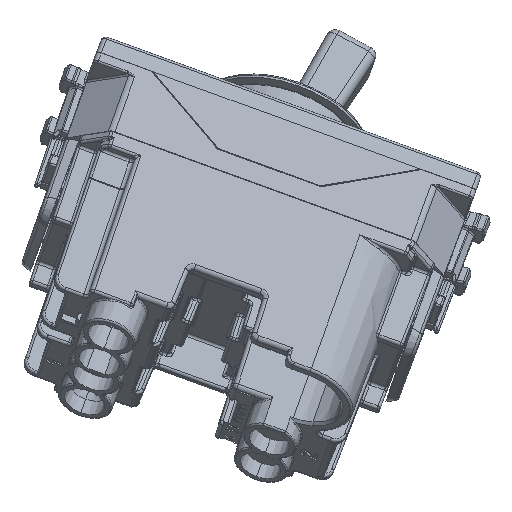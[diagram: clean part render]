
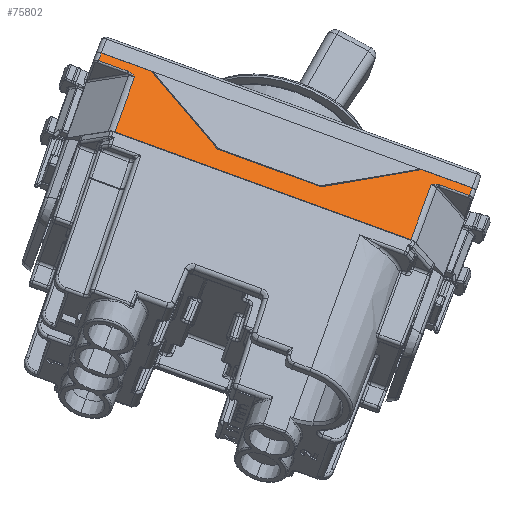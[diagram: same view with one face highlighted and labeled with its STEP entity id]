
A CAD part, left-side view. The second image highlights one B-rep face of the part: STEP entity #75802.
In plain terms, the highlighted face is planar.
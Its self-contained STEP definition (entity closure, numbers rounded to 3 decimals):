
#69122=CARTESIAN_POINT('Vertex',(-11.117,6.15,2.575)) ;
#69125=CARTESIAN_POINT('Line Origine',(-11.117,0.,2.575)) ;
#69129=CARTESIAN_POINT('Vertex',(-11.117,-6.15,2.575)) ;
#75644=CARTESIAN_POINT('Vertex',(-11.175,16.,9.275)) ;
#75647=CARTESIAN_POINT('Line Origine',(-11.146,11.075,5.925)) ;
#75664=CARTESIAN_POINT('Axis2P3D Location',(-11.175,20.95,9.275)) ;
#75670=CARTESIAN_POINT('Control Point',(-11.162,-17.545,7.802)) ;
#75671=CARTESIAN_POINT('Control Point',(-11.163,-17.678,7.896)) ;
#75672=CARTESIAN_POINT('Control Point',(-11.164,-17.812,7.99)) ;
#75673=CARTESIAN_POINT('Control Point',(-11.165,-17.954,8.077)) ;
#75674=CARTESIAN_POINT('Control Point',(-11.165,-18.131,8.168)) ;
#75675=CARTESIAN_POINT('Control Point',(-11.166,-18.348,8.193)) ;
#75676=CARTESIAN_POINT('Vertex',(-11.166,-18.348,8.193)) ;
#75678=CARTESIAN_POINT('Vertex',(-11.162,-17.545,7.802)) ;
#75682=CARTESIAN_POINT('Control Point',(-11.166,-18.348,8.193)) ;
#75683=CARTESIAN_POINT('Control Point',(-11.166,-18.378,8.197)) ;
#75684=CARTESIAN_POINT('Control Point',(-11.166,-18.408,8.198)) ;
#75685=CARTESIAN_POINT('Control Point',(-11.166,-18.439,8.198)) ;
#75686=CARTESIAN_POINT('Vertex',(-11.166,-18.439,8.198)) ;
#75689=CARTESIAN_POINT('Line Origine',(-11.166,0.,8.198)) ;
#75693=CARTESIAN_POINT('Vertex',(-11.166,-21.941,8.198)) ;
#75697=CARTESIAN_POINT('Control Point',(-11.166,-21.941,8.198)) ;
#75698=CARTESIAN_POINT('Control Point',(-11.175,-21.95,9.275)) ;
#75699=CARTESIAN_POINT('Vertex',(-11.175,-21.95,9.275)) ;
#75702=CARTESIAN_POINT('Line Origine',(-11.175,0.,9.275)) ;
#75706=CARTESIAN_POINT('Vertex',(-11.175,-20.95,9.275)) ;
#75709=CARTESIAN_POINT('Line Origine',(-11.175,0.,9.275)) ;
#75713=CARTESIAN_POINT('Vertex',(-11.175,-16.,9.275)) ;
#75717=CARTESIAN_POINT('Control Point',(-11.175,-16.,9.275)) ;
#75718=CARTESIAN_POINT('Control Point',(-11.117,-6.15,2.575)) ;
#75720=CARTESIAN_POINT('Line Origine',(-11.175,0.,9.275)) ;
#75724=CARTESIAN_POINT('Vertex',(-11.175,20.95,9.275)) ;
#75727=CARTESIAN_POINT('Line Origine',(-11.175,0.,9.275)) ;
#75731=CARTESIAN_POINT('Vertex',(-11.175,21.95,9.275)) ;
#75735=CARTESIAN_POINT('Control Point',(-11.166,21.941,8.198)) ;
#75736=CARTESIAN_POINT('Control Point',(-11.175,21.95,9.275)) ;
#75737=CARTESIAN_POINT('Vertex',(-11.166,21.941,8.198)) ;
#75740=CARTESIAN_POINT('Line Origine',(-11.166,0.,8.198)) ;
#75744=CARTESIAN_POINT('Vertex',(-11.166,18.439,8.198)) ;
#75748=CARTESIAN_POINT('Control Point',(-11.166,18.439,8.198)) ;
#75749=CARTESIAN_POINT('Control Point',(-11.166,18.408,8.198)) ;
#75750=CARTESIAN_POINT('Control Point',(-11.166,18.378,8.197)) ;
#75751=CARTESIAN_POINT('Control Point',(-11.166,18.348,8.193)) ;
#75752=CARTESIAN_POINT('Vertex',(-11.166,18.348,8.193)) ;
#75756=CARTESIAN_POINT('Control Point',(-11.166,18.348,8.193)) ;
#75757=CARTESIAN_POINT('Control Point',(-11.165,18.131,8.168)) ;
#75758=CARTESIAN_POINT('Control Point',(-11.165,17.954,8.077)) ;
#75759=CARTESIAN_POINT('Control Point',(-11.164,17.812,7.99)) ;
#75760=CARTESIAN_POINT('Control Point',(-11.163,17.678,7.896)) ;
#75761=CARTESIAN_POINT('Control Point',(-11.162,17.545,7.802)) ;
#75762=CARTESIAN_POINT('Vertex',(-11.162,17.545,7.802)) ;
#75766=CARTESIAN_POINT('Control Point',(-11.094,17.517,0.)) ;
#75767=CARTESIAN_POINT('Control Point',(-11.162,17.545,7.802)) ;
#75768=CARTESIAN_POINT('Vertex',(-11.094,17.517,0.)) ;
#75771=CARTESIAN_POINT('Line Origine',(-11.094,0.,0.)) ;
#75775=CARTESIAN_POINT('Vertex',(-11.094,-17.517,0.)) ;
#75779=CARTESIAN_POINT('Control Point',(-11.094,-17.517,0.)) ;
#75780=CARTESIAN_POINT('Control Point',(-11.162,-17.545,7.802)) ;
#69126=DIRECTION('Vector Direction',(0.,-1.,0.)) ;
#75648=DIRECTION('Vector Direction',(0.005,-0.827,-0.562)) ;
#75665=DIRECTION('Axis2P3D Direction',(1.,-0.,0.009)) ;
#75666=DIRECTION('Axis2P3D XDirection',(0.,1.,0.)) ;
#75690=DIRECTION('Vector Direction',(0.,1.,0.)) ;
#75703=DIRECTION('Vector Direction',(0.,1.,0.)) ;
#75710=DIRECTION('Vector Direction',(0.,1.,0.)) ;
#75721=DIRECTION('Vector Direction',(0.,1.,0.)) ;
#75728=DIRECTION('Vector Direction',(0.,1.,0.)) ;
#75741=DIRECTION('Vector Direction',(0.,1.,0.)) ;
#75772=DIRECTION('Vector Direction',(0.,1.,0.)) ;
#75667=AXIS2_PLACEMENT_3D('Plane Axis2P3D',#75664,#75665,#75666) ;
#75783=ORIENTED_EDGE('',*,*,#75680,.F.) ;
#75784=ORIENTED_EDGE('',*,*,#75688,.F.) ;
#75785=ORIENTED_EDGE('',*,*,#75695,.F.) ;
#75786=ORIENTED_EDGE('',*,*,#75701,.F.) ;
#75787=ORIENTED_EDGE('',*,*,#75708,.F.) ;
#75788=ORIENTED_EDGE('',*,*,#75715,.F.) ;
#75789=ORIENTED_EDGE('',*,*,#75719,.F.) ;
#75790=ORIENTED_EDGE('',*,*,#69131,.F.) ;
#75791=ORIENTED_EDGE('',*,*,#75651,.F.) ;
#75792=ORIENTED_EDGE('',*,*,#75726,.F.) ;
#75793=ORIENTED_EDGE('',*,*,#75733,.F.) ;
#75794=ORIENTED_EDGE('',*,*,#75739,.F.) ;
#75795=ORIENTED_EDGE('',*,*,#75746,.F.) ;
#75796=ORIENTED_EDGE('',*,*,#75754,.F.) ;
#75797=ORIENTED_EDGE('',*,*,#75764,.F.) ;
#75798=ORIENTED_EDGE('',*,*,#75770,.F.) ;
#75799=ORIENTED_EDGE('',*,*,#75777,.F.) ;
#75800=ORIENTED_EDGE('',*,*,#75781,.F.) ;
#69127=VECTOR('Line Direction',#69126,1.) ;
#75649=VECTOR('Line Direction',#75648,1.) ;
#75691=VECTOR('Line Direction',#75690,1.) ;
#75704=VECTOR('Line Direction',#75703,1.) ;
#75711=VECTOR('Line Direction',#75710,1.) ;
#75722=VECTOR('Line Direction',#75721,1.) ;
#75729=VECTOR('Line Direction',#75728,1.) ;
#75742=VECTOR('Line Direction',#75741,1.) ;
#75773=VECTOR('Line Direction',#75772,1.) ;
#75802=ADVANCED_FACE('PartBody',(#75801),#75668,.F.) ;
#75669=B_SPLINE_CURVE_WITH_KNOTS('',5,(#75670,#75671,#75672,#75673,#75674,#75675),.UNSPECIFIED.,.F.,.U.,(6,6),(0.,1.538),.UNSPECIFIED.) ;
#75681=B_SPLINE_CURVE_WITH_KNOTS('',3,(#75682,#75683,#75684,#75685),.UNSPECIFIED.,.F.,.U.,(4,4),(2.274,2.389),.UNSPECIFIED.) ;
#75696=B_SPLINE_CURVE_WITH_KNOTS('',1,(#75697,#75698),.UNSPECIFIED.,.F.,.U.,(2,2),(8.466,9.543),.UNSPECIFIED.) ;
#75716=B_SPLINE_CURVE_WITH_KNOTS('',1,(#75717,#75718),.UNSPECIFIED.,.F.,.U.,(2,2),(-5.956,5.956),.UNSPECIFIED.) ;
#75734=B_SPLINE_CURVE_WITH_KNOTS('',1,(#75735,#75736),.UNSPECIFIED.,.F.,.U.,(2,2),(8.466,9.543),.UNSPECIFIED.) ;
#75747=B_SPLINE_CURVE_WITH_KNOTS('',3,(#75748,#75749,#75750,#75751),.UNSPECIFIED.,.F.,.U.,(4,4),(1.332,1.447),.UNSPECIFIED.) ;
#75755=B_SPLINE_CURVE_WITH_KNOTS('',5,(#75756,#75757,#75758,#75759,#75760,#75761),.UNSPECIFIED.,.F.,.U.,(6,6),(0.121,1.659),.UNSPECIFIED.) ;
#75765=B_SPLINE_CURVE_WITH_KNOTS('',1,(#75766,#75767),.UNSPECIFIED.,.F.,.U.,(2,2),(-4.638,3.164),.UNSPECIFIED.) ;
#75778=B_SPLINE_CURVE_WITH_KNOTS('',1,(#75779,#75780),.UNSPECIFIED.,.F.,.U.,(2,2),(-4.638,3.164),.UNSPECIFIED.) ;
#69131=EDGE_CURVE('',#69123,#69130,#69128,.T.) ;
#75651=EDGE_CURVE('',#75645,#69123,#75650,.T.) ;
#75680=EDGE_CURVE('',#75677,#75679,#75669,.F.) ;
#75688=EDGE_CURVE('',#75687,#75677,#75681,.F.) ;
#75695=EDGE_CURVE('',#75694,#75687,#75692,.T.) ;
#75701=EDGE_CURVE('',#75700,#75694,#75696,.F.) ;
#75708=EDGE_CURVE('',#75707,#75700,#75705,.F.) ;
#75715=EDGE_CURVE('',#75714,#75707,#75712,.F.) ;
#75719=EDGE_CURVE('',#69130,#75714,#75716,.F.) ;
#75726=EDGE_CURVE('',#75725,#75645,#75723,.F.) ;
#75733=EDGE_CURVE('',#75732,#75725,#75730,.F.) ;
#75739=EDGE_CURVE('',#75738,#75732,#75734,.T.) ;
#75746=EDGE_CURVE('',#75745,#75738,#75743,.T.) ;
#75754=EDGE_CURVE('',#75753,#75745,#75747,.F.) ;
#75764=EDGE_CURVE('',#75763,#75753,#75755,.F.) ;
#75770=EDGE_CURVE('',#75769,#75763,#75765,.T.) ;
#75777=EDGE_CURVE('',#75776,#75769,#75774,.T.) ;
#75781=EDGE_CURVE('',#75679,#75776,#75778,.F.) ;
#75782=EDGE_LOOP('',(#75783,#75784,#75785,#75786,#75787,#75788,#75789,#75790,#75791,#75792,#75793,#75794,#75795,#75796,#75797,#75798,#75799,#75800)) ;
#75801=FACE_OUTER_BOUND('',#75782,.T.) ;
#69128=LINE('Line',#69125,#69127) ;
#75650=LINE('Line',#75647,#75649) ;
#75692=LINE('Line',#75689,#75691) ;
#75705=LINE('Line',#75702,#75704) ;
#75712=LINE('Line',#75709,#75711) ;
#75723=LINE('Line',#75720,#75722) ;
#75730=LINE('Line',#75727,#75729) ;
#75743=LINE('Line',#75740,#75742) ;
#75774=LINE('Line',#75771,#75773) ;
#75668=PLANE('',#75667) ;
#69123=VERTEX_POINT('',#69122) ;
#69130=VERTEX_POINT('',#69129) ;
#75645=VERTEX_POINT('',#75644) ;
#75677=VERTEX_POINT('',#75676) ;
#75679=VERTEX_POINT('',#75678) ;
#75687=VERTEX_POINT('',#75686) ;
#75694=VERTEX_POINT('',#75693) ;
#75700=VERTEX_POINT('',#75699) ;
#75707=VERTEX_POINT('',#75706) ;
#75714=VERTEX_POINT('',#75713) ;
#75725=VERTEX_POINT('',#75724) ;
#75732=VERTEX_POINT('',#75731) ;
#75738=VERTEX_POINT('',#75737) ;
#75745=VERTEX_POINT('',#75744) ;
#75753=VERTEX_POINT('',#75752) ;
#75763=VERTEX_POINT('',#75762) ;
#75769=VERTEX_POINT('',#75768) ;
#75776=VERTEX_POINT('',#75775) ;
